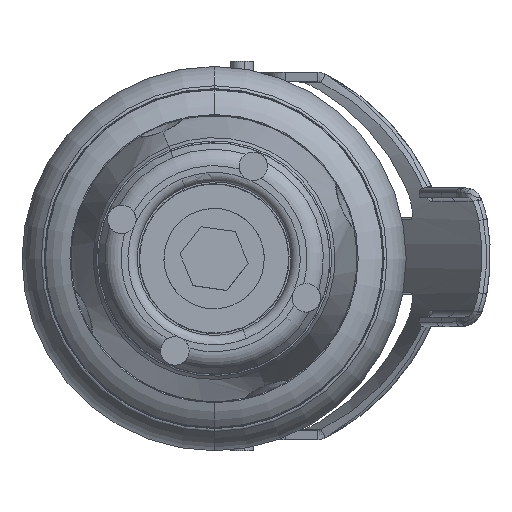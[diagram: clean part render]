
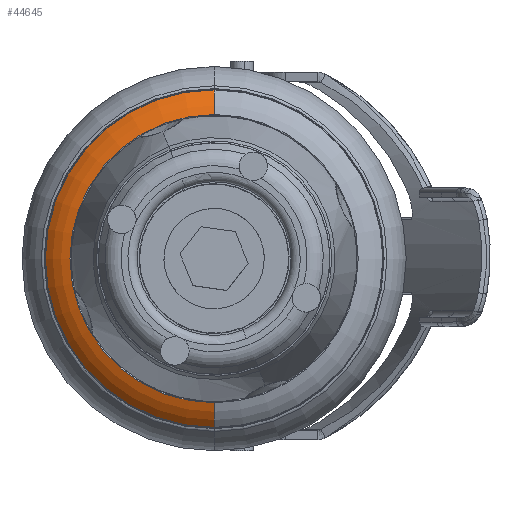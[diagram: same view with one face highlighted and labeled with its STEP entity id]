
A CAD part, left-side view. The second image highlights one B-rep face of the part: STEP entity #44645.
In plain terms, the highlighted toroidal (fillet/blend) face has major radius 13.726 mm and minor radius 6 mm.
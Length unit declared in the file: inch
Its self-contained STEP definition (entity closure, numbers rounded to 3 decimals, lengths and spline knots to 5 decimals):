
#8941=CARTESIAN_POINT('',(-2.25656,0.,0.54041));
#8942=DIRECTION('',(0.,-1.,0.));
#8943=DIRECTION('',(-0.701,0.,0.713));
#8944=AXIS2_PLACEMENT_3D('',#8941,#8942,#8943);
#8946=CARTESIAN_POINT('',(-2.48366,0.,0.));
#8947=DIRECTION('',(1.,0.,0.));
#8948=DIRECTION('',(0.,0.,-1.));
#8949=AXIS2_PLACEMENT_3D('',#8946,#8947,#8948);
#8951=CARTESIAN_POINT('',(-2.25656,0.,-0.54041));
#8952=DIRECTION('',(0.,1.,0.));
#8953=DIRECTION('',(-0.701,0.,-0.713));
#8954=AXIS2_PLACEMENT_3D('',#8951,#8952,#8953);
#8956=CARTESIAN_POINT('',(-2.4221,0.,0.));
#8957=DIRECTION('',(-1.,0.,0.));
#8958=DIRECTION('',(0.,0.,1.));
#8959=AXIS2_PLACEMENT_3D('',#8956,#8957,#8958);
#40846=CARTESIAN_POINT('',(-2.4221,0.,0.70892));
#40847=CARTESIAN_POINT('',(-2.4221,0.,-0.70892));
#40848=VERTEX_POINT('',#40846);
#40849=VERTEX_POINT('',#40847);
#40854=CARTESIAN_POINT('',(-2.48366,0.,0.60541));
#40855=VERTEX_POINT('',#40854);
#40856=CARTESIAN_POINT('',(-2.48366,0.,-0.60541));
#40857=VERTEX_POINT('',#40856);
#44631=CARTESIAN_POINT('',(-2.25656,0.,0.));
#44632=DIRECTION('',(1.,0.,0.));
#44633=DIRECTION('',(0.,0.,-1.));
#44634=AXIS2_PLACEMENT_3D('',#44631,#44632,#44633);
#44635=TOROIDAL_SURFACE('',#44634,0.54041,0.23622);
#44637=ORIENTED_EDGE('',*,*,#44636,.T.);
#44639=ORIENTED_EDGE('',*,*,#44638,.F.);
#44641=ORIENTED_EDGE('',*,*,#44640,.F.);
#44642=ORIENTED_EDGE('',*,*,#44625,.F.);
#44643=EDGE_LOOP('',(#44637,#44639,#44641,#44642));
#44644=FACE_OUTER_BOUND('',#44643,.F.);
#44645=ADVANCED_FACE('',(#44644),#44635,.T.);
#8945=CIRCLE('',#8944,0.23622);
#8950=CIRCLE('',#8949,0.60541);
#8955=CIRCLE('',#8954,0.23622);
#8960=CIRCLE('',#8959,0.70892);
#44625=EDGE_CURVE('',#40848,#40849,#8960,.T.);
#44636=EDGE_CURVE('',#40848,#40855,#8945,.T.);
#44638=EDGE_CURVE('',#40857,#40855,#8950,.T.);
#44640=EDGE_CURVE('',#40849,#40857,#8955,.T.);
